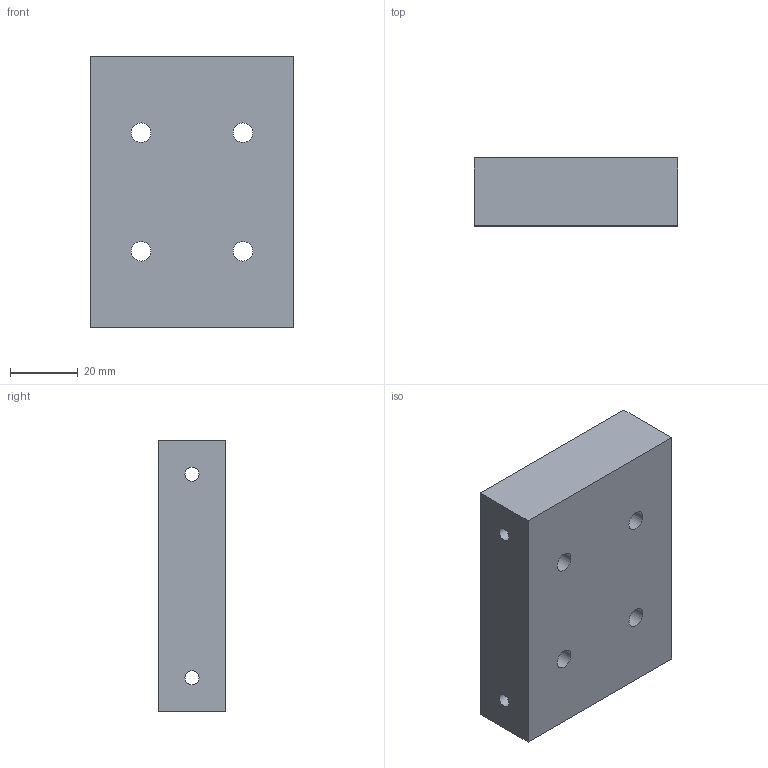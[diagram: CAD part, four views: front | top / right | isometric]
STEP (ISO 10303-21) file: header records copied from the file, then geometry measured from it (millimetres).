
FILE_DESCRIPTION(/* description */ (''),/* implementation_level */ '2;1');
FILE_NAME(/* name */ 'GSE-1201-042-001-A (Attach fixation load cell).stp',/* time_stamp */ '2019-11-19T11:05:28+01:00',/* author */ ('louis.petitjean'),/* organization */ ('EXOTRAIL'),/* preprocessor_version */ 'ST-DEVELOPER v18',/* originating_system */ 'Autodesk Inventor 2020',/* authorisation */ '');
FILE_SCHEMA (('AUTOMOTIVE_DESIGN { 1 0 10303 214 3 1 1 }'));
Length unit declared in the file: millimetre
Products named in the file (1): Attach fixation weight sensor
Bounding box: 60 x 20 x 80 mm (x, y, z)
Volume: 92275.6 mm3; surface area: 17951.1 mm2
Topology: 1 solids, 1 shells, 12 faces, 36 edges, 26 vertices
Faces by surface type: cylinder 6, plane 6
Full cylindrical faces by diameter (mm): 4.134 x2, 5.8 x4
Entity records: 491 total; most frequent: DIRECTION 80, CARTESIAN_POINT 75, ORIENTED_EDGE 72, EDGE_CURVE 36, AXIS2_PLACEMENT_3D 31, VERTEX_POINT 26, EDGE_LOOP 24, LINE 18
